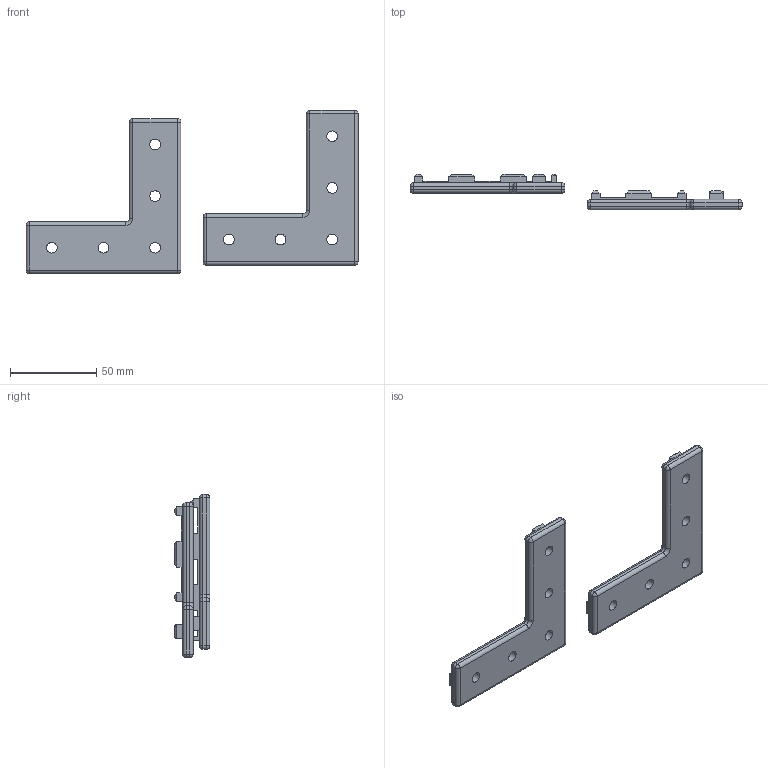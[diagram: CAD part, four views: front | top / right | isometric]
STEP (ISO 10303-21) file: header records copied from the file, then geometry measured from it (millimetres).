
FILE_DESCRIPTION(/* description */ (''),/* implementation_level */ '2;1');
FILE_NAME(/* name */ 'Bracket-L-3x-2.0.step',/* time_stamp */ '2018-02-24T16:29:41+01:00',/* author */ ('wolfgang.schadow'),/* organization */ (''),/* preprocessor_version */ 'ST-DEVELOPER v16.13',/* originating_system */ 'Autodesk Translation Framework v6.5.0.72',/* authorisation */ '');
FILE_SCHEMA (('AUTOMOTIVE_DESIGN { 1 0 10303 214 3 1 1 }'));
Length unit declared in the file: millimetre
Products named in the file (1): Bracket-L-3x-1.1
Bounding box: 192.9 x 20.72 x 94.71 mm (x, y, z)
Volume: 56402.2 mm3; surface area: 23857.7 mm2
Topology: 2 solids, 2 shells, 198 faces, 450 edges, 260 vertices
Faces by surface type: plane 128, cylinder 46, sphere 20, torus 4
Full cylindrical faces by diameter (mm): 6.2 x10
Entity records: 5442 total; most frequent: DIRECTION 944, CARTESIAN_POINT 909, ORIENTED_EDGE 900, EDGE_CURVE 450, LINE 354, VECTOR 354, AXIS2_PLACEMENT_3D 295, VERTEX_POINT 260
